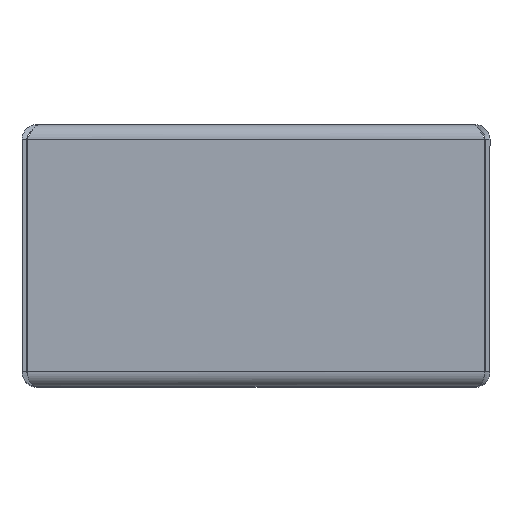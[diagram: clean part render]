
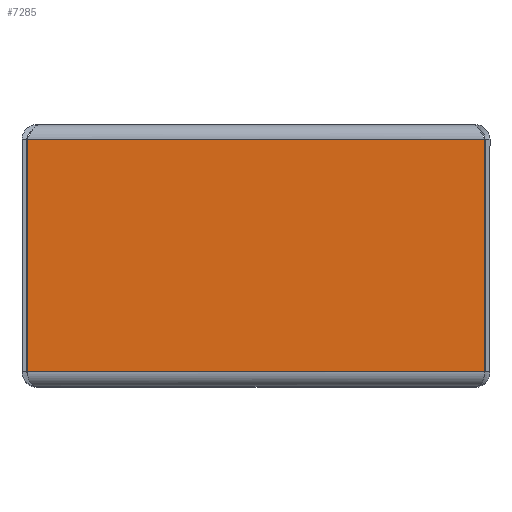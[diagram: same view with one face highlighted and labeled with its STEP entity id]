
A CAD part, top view. The second image highlights one B-rep face of the part: STEP entity #7285.
In plain terms, the highlighted planar face has unit normal (0, 0, 1).
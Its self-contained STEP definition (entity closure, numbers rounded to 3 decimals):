
#543 = EDGE_LOOP ( 'NONE', ( #5985, #10621, #4390, #10442 ) ) ;
#985 = DIRECTION ( 'NONE',  ( 0., 1., 0. ) ) ;
#1152 = DIRECTION ( 'NONE',  ( -1., 0., 0. ) ) ;
#1473 = VERTEX_POINT ( 'NONE', #6672 ) ;
#1754 = LINE ( 'NONE', #6081, #9761 ) ;
#1917 = DIRECTION ( 'NONE',  ( 0., 1., 0. ) ) ;
#2168 = DIRECTION ( 'NONE',  ( -1., 0., 0. ) ) ;
#2680 = FACE_OUTER_BOUND ( 'NONE', #543, .T. ) ;
#2694 = LINE ( 'NONE', #9351, #8272 ) ;
#2955 = PLANE ( 'NONE',  #3300 ) ;
#3300 = AXIS2_PLACEMENT_3D ( 'NONE', #9739, #7229, #6996 ) ;
#4372 = VECTOR ( 'NONE', #2168, 1000. ) ;
#4390 = ORIENTED_EDGE ( 'NONE', *, *, #7579, .F. ) ;
#4739 = EDGE_CURVE ( 'NONE', #1473, #8856, #10361, .T. ) ;
#5551 = CARTESIAN_POINT ( 'NONE',  ( 0., 3., 1.5 ) ) ;
#5656 = VERTEX_POINT ( 'NONE', #6522 ) ;
#5985 = ORIENTED_EDGE ( 'NONE', *, *, #4739, .T. ) ;
#6081 = CARTESIAN_POINT ( 'NONE',  ( 0.071, 3., 1.5 ) ) ;
#6143 = CARTESIAN_POINT ( 'NONE',  ( 0.071, 74., 1.5 ) ) ;
#6248 = CARTESIAN_POINT ( 'NONE',  ( 139.929, 74., 1.5 ) ) ;
#6283 = VECTOR ( 'NONE', #1152, 1000. ) ;
#6522 = CARTESIAN_POINT ( 'NONE',  ( 139.929, 3., 1.5 ) ) ;
#6672 = CARTESIAN_POINT ( 'NONE',  ( 139.929, 74., 1.5 ) ) ;
#6894 = EDGE_CURVE ( 'NONE', #5656, #1473, #2694, .T. ) ;
#6996 = DIRECTION ( 'NONE',  ( -1., 0., 0. ) ) ;
#7229 = DIRECTION ( 'NONE',  ( 0., 0., -1. ) ) ;
#7285 = ADVANCED_FACE ( 'NONE', ( #2680 ), #2955, .F. ) ;
#7433 = LINE ( 'NONE', #5551, #4372 ) ;
#7579 = EDGE_CURVE ( 'NONE', #5656, #8428, #7433, .T. ) ;
#8272 = VECTOR ( 'NONE', #1917, 1000. ) ;
#8384 = CARTESIAN_POINT ( 'NONE',  ( 0.071, 3., 1.5 ) ) ;
#8428 = VERTEX_POINT ( 'NONE', #8384 ) ;
#8856 = VERTEX_POINT ( 'NONE', #6143 ) ;
#9351 = CARTESIAN_POINT ( 'NONE',  ( 139.929, 3., 1.5 ) ) ;
#9739 = CARTESIAN_POINT ( 'NONE',  ( 0., 0., 1.5 ) ) ;
#9761 = VECTOR ( 'NONE', #985, 1000. ) ;
#9841 = EDGE_CURVE ( 'NONE', #8428, #8856, #1754, .T. ) ;
#10361 = LINE ( 'NONE', #6248, #6283 ) ;
#10442 = ORIENTED_EDGE ( 'NONE', *, *, #6894, .T. ) ;
#10621 = ORIENTED_EDGE ( 'NONE', *, *, #9841, .F. ) ;
